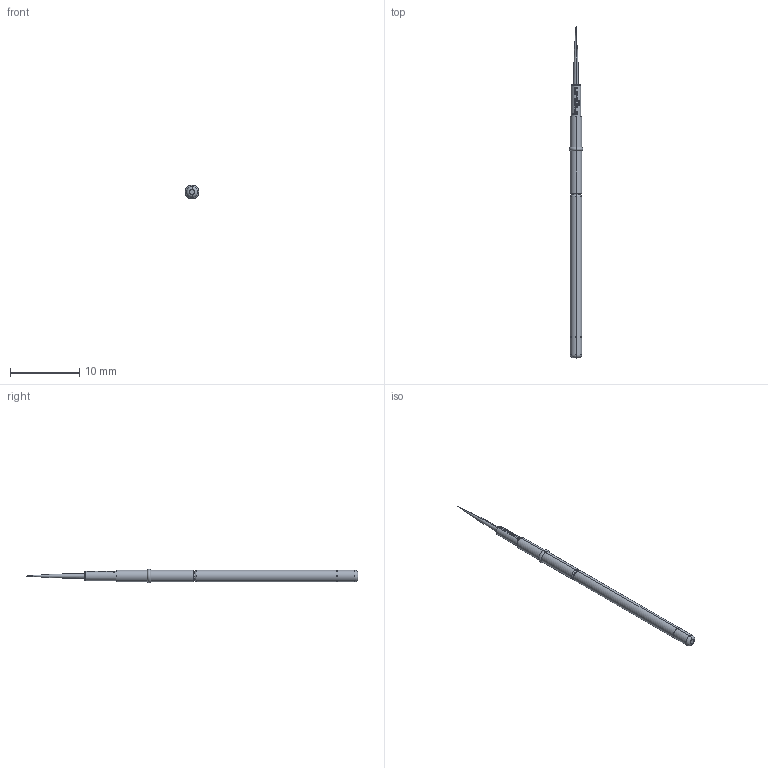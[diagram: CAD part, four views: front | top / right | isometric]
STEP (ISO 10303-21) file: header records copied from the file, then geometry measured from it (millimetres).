
FILE_DESCRIPTION (( 'STEP AP203' ), '1' );
FILE_NAME ('INGUN_GKS-204_209_070_N_xx05.STEP', '2022-01-27T08:18:24', ( 'ochi' ), ( '' ), 'SwSTEP 2.0', 'SolidWorks 2018', '' );
FILE_SCHEMA (( 'CONFIG_CONTROL_DESIGN' ));
Length unit declared in the file: millimetre
Products named in the file (1): INGUN_GKS-204_209_070_N_xx05
Bounding box: 2 x 47.9 x 2 mm (x, y, z)
Volume: 82.3 mm3; surface area: 216 mm2
Topology: 1 solids, 1 shells, 110 faces, 298 edges, 191 vertices
Faces by surface type: bspline 51, cylinder 29, torus 16, plane 14
Entity records: 4552 total; most frequent: CARTESIAN_POINT 2276, ORIENTED_EDGE 592, EDGE_CURVE 296, DIRECTION 240, B_SPLINE_CURVE_WITH_KNOTS 222, VERTEX_POINT 191, EDGE_LOOP 113, FACE_OUTER_BOUND 110
